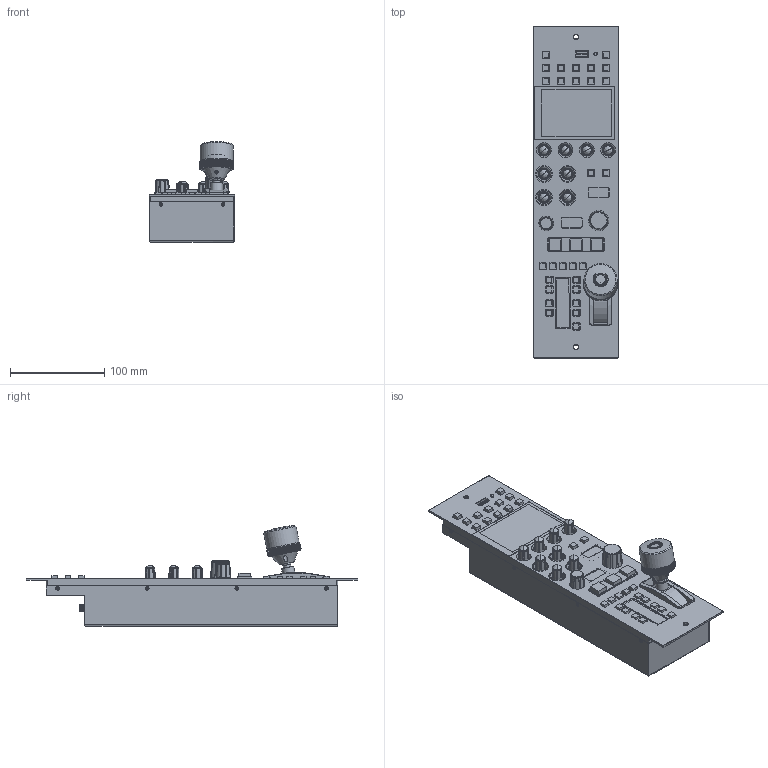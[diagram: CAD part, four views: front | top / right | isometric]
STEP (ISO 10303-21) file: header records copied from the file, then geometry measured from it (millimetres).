
FILE_DESCRIPTION (( 'STEP AP214' ), '1' );
FILE_NAME ('RCP-J EXTERIOR ASSEMBLY V2.6.b.STEP', '2024-07-03T12:50:59', ( '' ), ( '' ), 'SwSTEP 2.0', 'SolidWorks 2021', '' );
FILE_SCHEMA (( 'AUTOMOTIVE_DESIGN' ));
Length unit declared in the file: millimetre
Products named in the file (1): RCP-J EXTERIOR ASSEMBLY V2.6.b
Bounding box: 90.6 x 351.5 x 106.66 mm (x, y, z)
Surface area: 138907.3 mm2 (no closed solid volume)
Topology: 0 solids, 146 shells, 1466 faces, 5859 edges, 4355 vertices
Faces by surface type: plane 828, bspline 280, cylinder 158, cone 116, torus 83, sphere 1
Full cylindrical faces by diameter (mm): 2.5 x2, 3.3 x1, 3.5 x13, 4 x1, 5 x2, 8 x1, 11 x1, 12.35 x1, 13 x1, 17.6 x4, 17.65 x1, 29 x1, 30 x1, 32.4 x1, 35 x1
Entity records: 97372 total; most frequent: CARTESIAN_POINT 39672, ORIENTED_EDGE 8199, DIRECTION 6694, EDGE_CURVE 5765, VERTEX_POINT 4340, VECTOR 2352, LINE 2352, B_SPLINE_CURVE_WITH_KNOTS 2321
